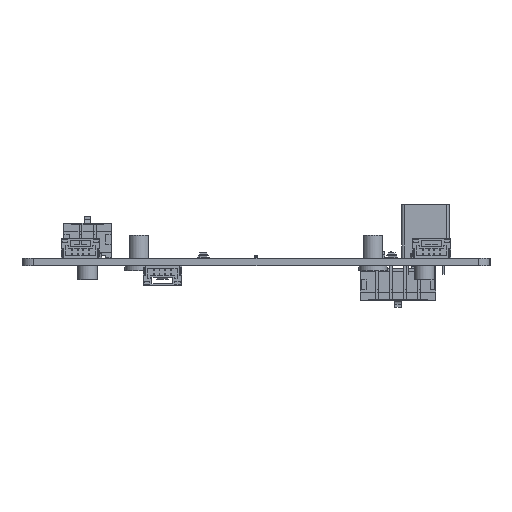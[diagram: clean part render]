
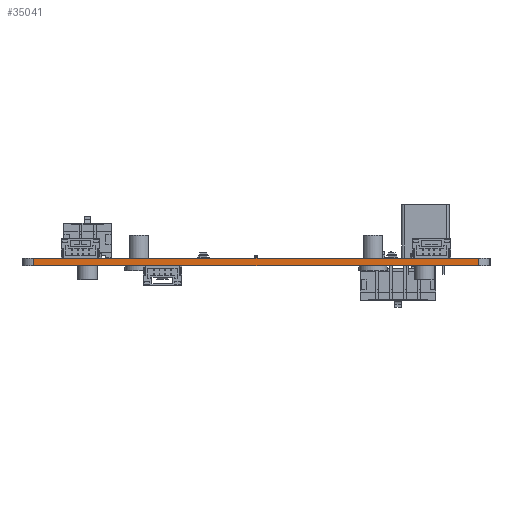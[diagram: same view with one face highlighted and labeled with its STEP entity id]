
A CAD part, left-side view. The second image highlights one B-rep face of the part: STEP entity #35041.
In plain terms, the highlighted planar face has unit normal (-1, 0, 0).
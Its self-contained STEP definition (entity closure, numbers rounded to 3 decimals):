
#30836 = VERTEX_POINT('',#30837);
#30837 = CARTESIAN_POINT('',(-90.,47.5,0.));
#30844 = EDGE_CURVE('',#30845,#30836,#30847,.T.);
#30845 = VERTEX_POINT('',#30846);
#30846 = CARTESIAN_POINT('',(-90.,-47.5,0.));
#30847 = LINE('',#30848,#30849);
#30848 = CARTESIAN_POINT('',(-90.,-47.5,0.));
#30849 = VECTOR('',#30850,1.);
#30850 = DIRECTION('',(0.,1.,0.));
#32925 = VERTEX_POINT('',#32926);
#32926 = CARTESIAN_POINT('',(-90.,47.5,1.51));
#32933 = EDGE_CURVE('',#32934,#32925,#32936,.T.);
#32934 = VERTEX_POINT('',#32935);
#32935 = CARTESIAN_POINT('',(-90.,-47.5,1.51));
#32936 = LINE('',#32937,#32938);
#32937 = CARTESIAN_POINT('',(-90.,-47.5,1.51));
#32938 = VECTOR('',#32939,1.);
#32939 = DIRECTION('',(0.,1.,0.));
#35011 = EDGE_CURVE('',#30836,#32925,#35012,.T.);
#35012 = LINE('',#35013,#35014);
#35013 = CARTESIAN_POINT('',(-90.,47.5,0.));
#35014 = VECTOR('',#35015,1.);
#35015 = DIRECTION('',(0.,0.,1.));
#35041 = ADVANCED_FACE('',(#35042),#35053,.T.);
#35042 = FACE_BOUND('',#35043,.T.);
#35043 = EDGE_LOOP('',(#35044,#35050,#35051,#35052));
#35044 = ORIENTED_EDGE('',*,*,#35045,.T.);
#35045 = EDGE_CURVE('',#30845,#32934,#35046,.T.);
#35046 = LINE('',#35047,#35048);
#35047 = CARTESIAN_POINT('',(-90.,-47.5,0.));
#35048 = VECTOR('',#35049,1.);
#35049 = DIRECTION('',(0.,0.,1.));
#35050 = ORIENTED_EDGE('',*,*,#32933,.T.);
#35051 = ORIENTED_EDGE('',*,*,#35011,.F.);
#35052 = ORIENTED_EDGE('',*,*,#30844,.F.);
#35053 = PLANE('',#35054);
#35054 = AXIS2_PLACEMENT_3D('',#35055,#35056,#35057);
#35055 = CARTESIAN_POINT('',(-90.,-47.5,0.));
#35056 = DIRECTION('',(-1.,0.,0.));
#35057 = DIRECTION('',(0.,1.,0.));
